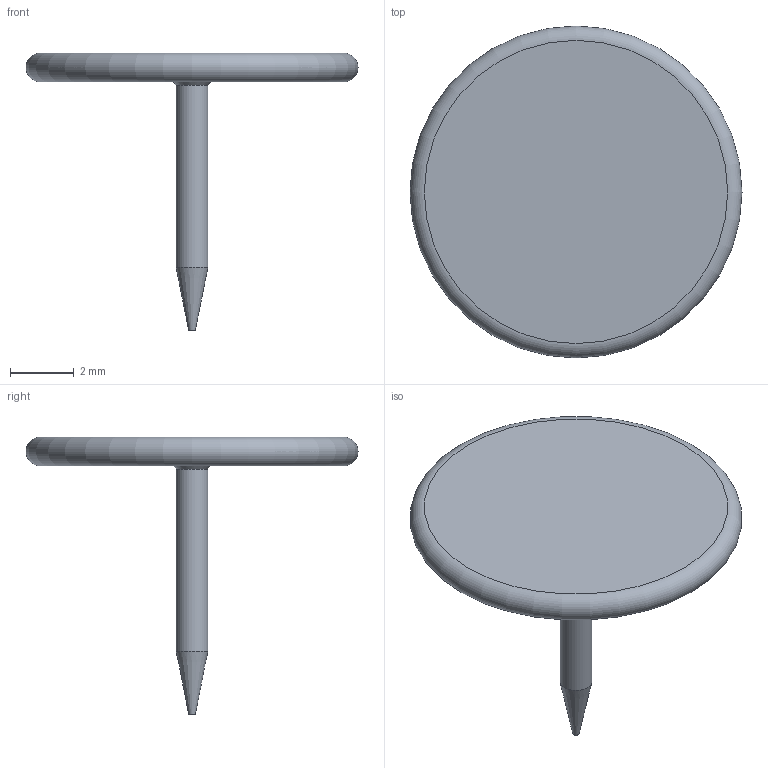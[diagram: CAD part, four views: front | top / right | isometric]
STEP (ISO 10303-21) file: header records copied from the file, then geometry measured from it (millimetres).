
FILE_DESCRIPTION(('FreeCAD Model'),'2;1');
FILE_NAME('drawing-pin-with-cover.stp','2018-03-10T12:03:44',(''), (''),'Open CASCADE STEP processor 7.1','FreeCAD','Unknown');
FILE_SCHEMA(('AUTOMOTIVE_DESIGN { 1 0 10303 214 1 1 1 1 }'));
Length unit declared in the file: millimetre
Products named in the file (3): Drawing-pin-with-cover; drawing-pin-body; Plastic-cover
Assembly tree (2 placements, depth 2):
  Drawing-pin-with-cover
    drawing-pin-body
    Plastic-cover
Bounding box: 10.4 x 10.4 x 8.7 mm (x, y, z)
Volume: 61 mm3; surface area: 395.2 mm2
Topology: 2 solids, 2 shells, 14 faces, 19 edges, 12 vertices
Faces by surface type: plane 7, cylinder 4, cone 2, torus 1
Full cylindrical faces by diameter (mm): 1 x1, 8.9 x1, 9.5 x1, 9.55 x1
Entity records: 613 total; most frequent: DIRECTION 104, CARTESIAN_POINT 86, ORIENTED_EDGE 38, PCURVE 38, DEFINITIONAL_REPRESENTATION 38, LINE 34, VECTOR 34, AXIS2_PLACEMENT_3D 30
